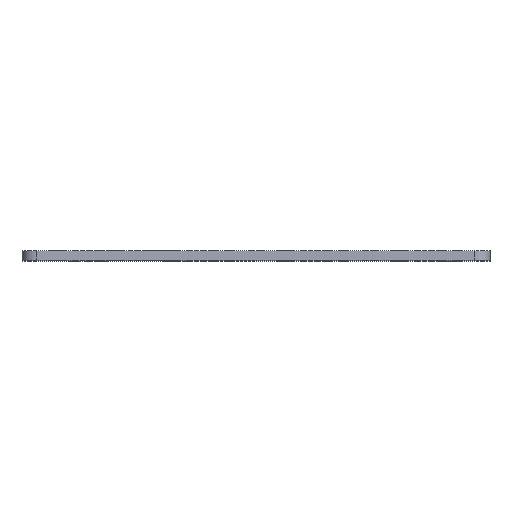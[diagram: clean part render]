
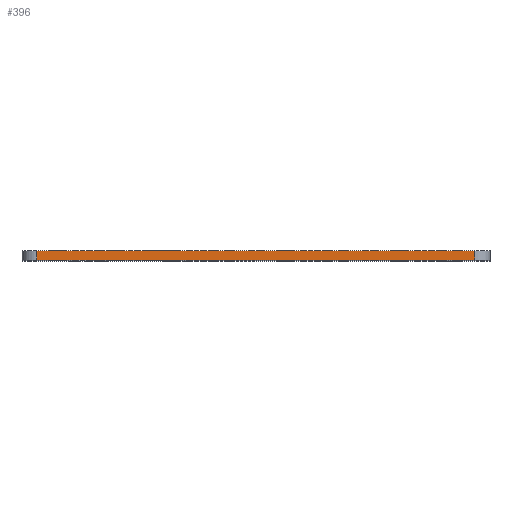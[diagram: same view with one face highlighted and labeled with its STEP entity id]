
A CAD part, top view. The second image highlights one B-rep face of the part: STEP entity #396.
In plain terms, the highlighted planar face has unit normal (0, 0, 1).
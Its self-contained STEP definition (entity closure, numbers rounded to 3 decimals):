
#202 = LINE ( 'NONE', #7237, #4409 ) ;
#396 = ADVANCED_FACE ( 'NONE', ( #625 ), #4984, .F. ) ;
#479 = DIRECTION ( 'NONE',  ( 0., 0., -1. ) ) ;
#544 = LINE ( 'NONE', #2602, #2542 ) ;
#584 = ORIENTED_EDGE ( 'NONE', *, *, #1791, .F. ) ;
#625 = FACE_OUTER_BOUND ( 'NONE', #2489, .T. ) ;
#634 = CARTESIAN_POINT ( 'NONE',  ( -8., 1.6, 9.5 ) ) ;
#1039 = CARTESIAN_POINT ( 'NONE',  ( 65., 0., 9.5 ) ) ;
#1791 = EDGE_CURVE ( 'NONE', #4238, #8871, #3778, .T. ) ;
#1951 = DIRECTION ( 'NONE',  ( 1., 0., 0. ) ) ;
#2136 = DIRECTION ( 'NONE',  ( 0., -1., 0. ) ) ;
#2489 = EDGE_LOOP ( 'NONE', ( #8558, #584, #8892, #6274 ) ) ;
#2542 = VECTOR ( 'NONE', #1951, 1000. ) ;
#2602 = CARTESIAN_POINT ( 'NONE',  ( -8., 0., 9.5 ) ) ;
#2768 = DIRECTION ( 'NONE',  ( 1., 0., 0. ) ) ;
#2827 = DIRECTION ( 'NONE',  ( 0., -1., 0. ) ) ;
#3118 = EDGE_CURVE ( 'NONE', #4473, #4238, #202, .T. ) ;
#3778 = LINE ( 'NONE', #7429, #5026 ) ;
#3875 = EDGE_CURVE ( 'NONE', #9358, #8871, #544, .T. ) ;
#4003 = CARTESIAN_POINT ( 'NONE',  ( -8., 0., 9.5 ) ) ;
#4238 = VERTEX_POINT ( 'NONE', #4616 ) ;
#4409 = VECTOR ( 'NONE', #2768, 1000. ) ;
#4473 = VERTEX_POINT ( 'NONE', #5993 ) ;
#4616 = CARTESIAN_POINT ( 'NONE',  ( 65., 1.6, 9.5 ) ) ;
#4984 = PLANE ( 'NONE',  #8130 ) ;
#5026 = VECTOR ( 'NONE', #2136, 1000. ) ;
#5579 = LINE ( 'NONE', #634, #7561 ) ;
#5993 = CARTESIAN_POINT ( 'NONE',  ( -8., 1.6, 9.5 ) ) ;
#6274 = ORIENTED_EDGE ( 'NONE', *, *, #7415, .T. ) ;
#6375 = DIRECTION ( 'NONE',  ( -1., 0., 0. ) ) ;
#7237 = CARTESIAN_POINT ( 'NONE',  ( -8., 1.6, 9.5 ) ) ;
#7415 = EDGE_CURVE ( 'NONE', #4473, #9358, #5579, .T. ) ;
#7429 = CARTESIAN_POINT ( 'NONE',  ( 65., 1.6, 9.5 ) ) ;
#7561 = VECTOR ( 'NONE', #2827, 1000. ) ;
#8130 = AXIS2_PLACEMENT_3D ( 'NONE', #9359, #479, #6375 ) ;
#8558 = ORIENTED_EDGE ( 'NONE', *, *, #3875, .T. ) ;
#8871 = VERTEX_POINT ( 'NONE', #1039 ) ;
#8892 = ORIENTED_EDGE ( 'NONE', *, *, #3118, .F. ) ;
#9358 = VERTEX_POINT ( 'NONE', #4003 ) ;
#9359 = CARTESIAN_POINT ( 'NONE',  ( -8., 1.6, 9.5 ) ) ;
